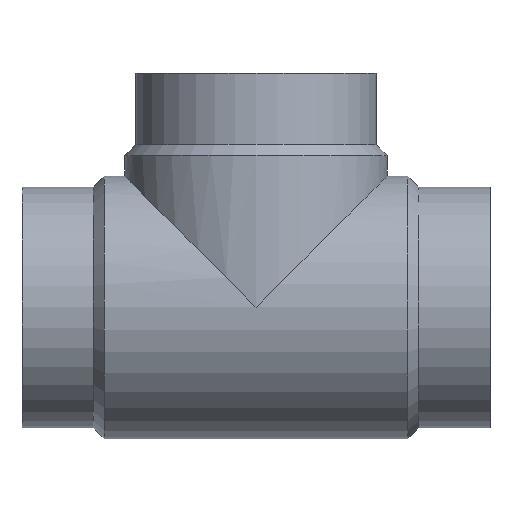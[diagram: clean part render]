
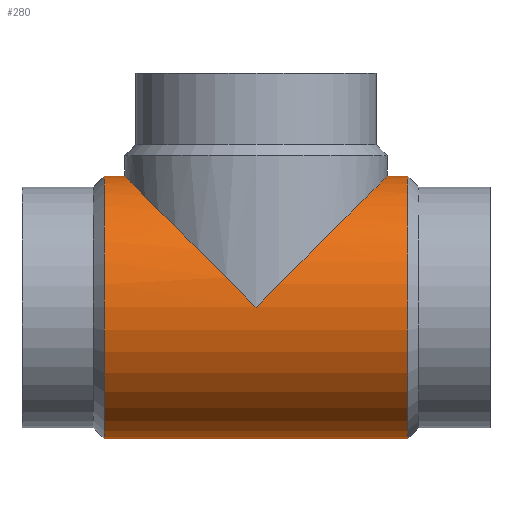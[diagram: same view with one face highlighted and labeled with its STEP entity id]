
A CAD part, top view. The second image highlights one B-rep face of the part: STEP entity #280.
In plain terms, the highlighted cylindrical face has radius 193.6 mm (diameter 387.2 mm), a partial arc.
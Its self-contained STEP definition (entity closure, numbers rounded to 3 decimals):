
#140 = VERTEX_POINT( '', #380 );
#196 = VERTEX_POINT( '', #444 );
#210 = EDGE_CURVE( '', #140, #254, #459, .T. );
#214 = EDGE_CURVE( '', #332, #196, #464, .T. );
#234 = EDGE_CURVE( '', #328, #254, #485, .T. );
#254 = VERTEX_POINT( '', #508 );
#258 = EDGE_CURVE( '', #322, #290, #514, .T. );
#280 = ADVANCED_FACE( '', ( #539 ), #540, .T. );
#290 = VERTEX_POINT( '', #550 );
#312 = EDGE_CURVE( '', #290, #332, #575, .T. );
#318 = EDGE_CURVE( '', #140, #322, #581, .T. );
#322 = VERTEX_POINT( '', #585 );
#328 = VERTEX_POINT( '', #592 );
#332 = VERTEX_POINT( '', #596 );
#346 = EDGE_CURVE( '', #196, #328, #611, .T. );
#380 = CARTESIAN_POINT( '', ( -568.9, -193.6, 0. ) );
#444 = CARTESIAN_POINT( '', ( -345., 0., 193.6 ) );
#459 = CIRCLE( '', #742, 193.6 );
#464 = ELLIPSE( '', #748, 273.792, 193.6 );
#485 = LINE( '', #778, #779 );
#508 = CARTESIAN_POINT( '', ( -568.9, 193.6, 0. ) );
#514 = CIRCLE( '', #815, 193.6 );
#539 = FACE_OUTER_BOUND( '', #845, .T. );
#540 = CYLINDRICAL_SURFACE( '', #846, 193.6 );
#550 = CARTESIAN_POINT( '', ( -121.1, 193.6, 0. ) );
#575 = LINE( '', #890, #891 );
#581 = LINE( '', #900, #901 );
#585 = CARTESIAN_POINT( '', ( -121.1, -193.6, 0. ) );
#592 = CARTESIAN_POINT( '', ( -538.6, 193.6, 0. ) );
#596 = CARTESIAN_POINT( '', ( -151.4, 193.6, 0. ) );
#611 = ELLIPSE( '', #939, 273.792, 193.6 );
#742 = AXIS2_PLACEMENT_3D( '', #1066, #1067, #1068 );
#748 = AXIS2_PLACEMENT_3D( '', #1077, #1078, #1079 );
#778 = CARTESIAN_POINT( '', ( -345., 193.6, 0. ) );
#779 = VECTOR( '', #1102, 1. );
#815 = AXIS2_PLACEMENT_3D( '', #1145, #1146, #1147 );
#845 = EDGE_LOOP( '', ( #1185, #1186, #1187, #1188, #1189, #1190, #1191 ) );
#846 = AXIS2_PLACEMENT_3D( '', #1192, #1193, #1194 );
#890 = CARTESIAN_POINT( '', ( -345., 193.6, 0. ) );
#891 = VECTOR( '', #1220, 1. );
#900 = CARTESIAN_POINT( '', ( -345., -193.6, 0. ) );
#901 = VECTOR( '', #1222, 1. );
#939 = AXIS2_PLACEMENT_3D( '', #1259, #1260, #1261 );
#1066 = CARTESIAN_POINT( '', ( -568.9, 0., 0. ) );
#1067 = DIRECTION( '', ( -1., 0., 0. ) );
#1068 = DIRECTION( '', ( 0., 1., 0. ) );
#1077 = CARTESIAN_POINT( '', ( -345., 0., 0. ) );
#1078 = DIRECTION( '', ( 0.707, -0.707, 0. ) );
#1079 = DIRECTION( '', ( 0.707, 0.707, 0. ) );
#1102 = DIRECTION( '', ( -1., 0., 0. ) );
#1145 = CARTESIAN_POINT( '', ( -121.1, 0., 0. ) );
#1146 = DIRECTION( '', ( -1., 0., 0. ) );
#1147 = DIRECTION( '', ( 0., 1., 0. ) );
#1185 = ORIENTED_EDGE( '', *, *, #312, .T. );
#1186 = ORIENTED_EDGE( '', *, *, #214, .T. );
#1187 = ORIENTED_EDGE( '', *, *, #346, .T. );
#1188 = ORIENTED_EDGE( '', *, *, #234, .T. );
#1189 = ORIENTED_EDGE( '', *, *, #210, .F. );
#1190 = ORIENTED_EDGE( '', *, *, #318, .T. );
#1191 = ORIENTED_EDGE( '', *, *, #258, .T. );
#1192 = CARTESIAN_POINT( '', ( -345., 0., 0. ) );
#1193 = DIRECTION( '', ( 1., 0., 0. ) );
#1194 = DIRECTION( '', ( 0., 1., 0. ) );
#1220 = DIRECTION( '', ( -1., 0., 0. ) );
#1222 = DIRECTION( '', ( 1., 0., 0. ) );
#1259 = CARTESIAN_POINT( '', ( -345., 0., 0. ) );
#1260 = DIRECTION( '', ( -0.707, -0.707, 0. ) );
#1261 = DIRECTION( '', ( 0.707, -0.707, 0. ) );
